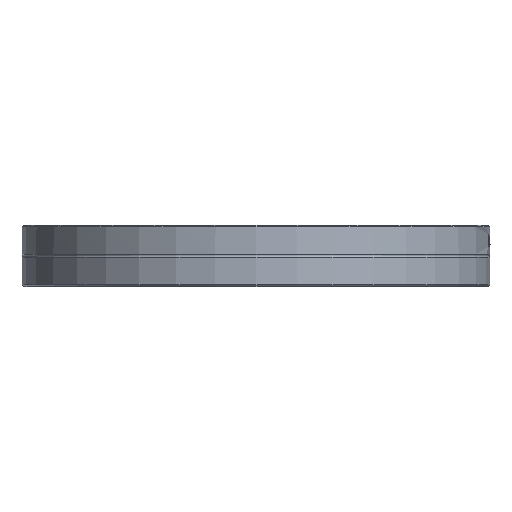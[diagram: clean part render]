
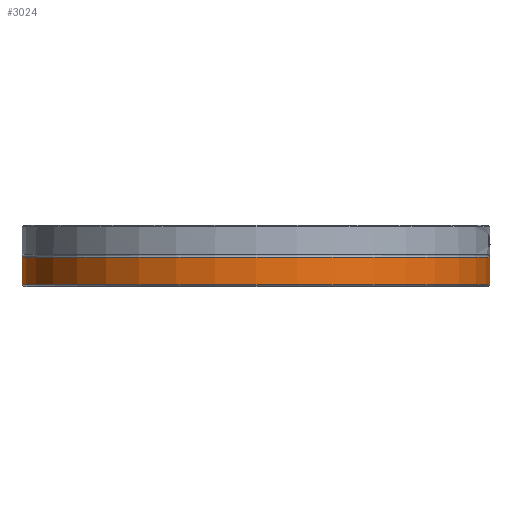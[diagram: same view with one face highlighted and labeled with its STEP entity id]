
A CAD part, top view. The second image highlights one B-rep face of the part: STEP entity #3024.
In plain terms, the highlighted cylindrical face has radius 75.8 mm (diameter 151.6 mm), a full revolution.
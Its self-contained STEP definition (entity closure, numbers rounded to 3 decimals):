
#304=CYLINDRICAL_SURFACE('',#3260,75.8);
#349=FACE_OUTER_BOUND('',#543,.T.);
#543=EDGE_LOOP('',(#2113,#2114,#2115,#2116,#2117,#2118,#2119));
#738=LINE('',#4330,#909);
#909=VECTOR('',#3617,75.8);
#1091=CIRCLE('',#3238,75.8);
#1092=CIRCLE('',#3239,75.8);
#1112=CIRCLE('',#3261,75.8);
#1113=CIRCLE('',#3262,75.8);
#1114=CIRCLE('',#3263,75.8);
#1254=VERTEX_POINT('',#4279);
#1255=VERTEX_POINT('',#4280);
#1275=VERTEX_POINT('',#4324);
#1276=VERTEX_POINT('',#4325);
#1277=VERTEX_POINT('',#4327);
#1579=EDGE_CURVE('',#1254,#1255,#1091,.T.);
#1580=EDGE_CURVE('',#1255,#1254,#1092,.T.);
#1601=EDGE_CURVE('',#1275,#1276,#1112,.T.);
#1602=EDGE_CURVE('',#1277,#1275,#1113,.T.);
#1603=EDGE_CURVE('',#1276,#1277,#1114,.T.);
#1604=EDGE_CURVE('',#1276,#1255,#738,.T.);
#2113=ORIENTED_EDGE('',*,*,#1601,.F.);
#2114=ORIENTED_EDGE('',*,*,#1602,.F.);
#2115=ORIENTED_EDGE('',*,*,#1603,.F.);
#2116=ORIENTED_EDGE('',*,*,#1604,.T.);
#2117=ORIENTED_EDGE('',*,*,#1579,.F.);
#2118=ORIENTED_EDGE('',*,*,#1580,.F.);
#2119=ORIENTED_EDGE('',*,*,#1604,.F.);
#3024=ADVANCED_FACE('',(#349),#304,.T.);
#3238=AXIS2_PLACEMENT_3D('',#4281,#3564,#3565);
#3239=AXIS2_PLACEMENT_3D('',#4282,#3566,#3567);
#3260=AXIS2_PLACEMENT_3D('',#4323,#3609,#3610);
#3261=AXIS2_PLACEMENT_3D('',#4326,#3611,#3612);
#3262=AXIS2_PLACEMENT_3D('',#4328,#3613,#3614);
#3263=AXIS2_PLACEMENT_3D('',#4329,#3615,#3616);
#3564=DIRECTION('center_axis',(0.,-1.,0.));
#3565=DIRECTION('ref_axis',(1.,0.,0.));
#3566=DIRECTION('center_axis',(0.,-1.,0.));
#3567=DIRECTION('ref_axis',(1.,0.,0.));
#3609=DIRECTION('center_axis',(0.,1.,0.));
#3610=DIRECTION('ref_axis',(-1.,0.,0.));
#3611=DIRECTION('center_axis',(0.,1.,0.));
#3612=DIRECTION('ref_axis',(1.,0.,0.));
#3613=DIRECTION('center_axis',(0.,1.,0.));
#3614=DIRECTION('ref_axis',(1.,0.,0.));
#3615=DIRECTION('center_axis',(0.,1.,0.));
#3616=DIRECTION('ref_axis',(1.,0.,0.));
#3617=DIRECTION('',(0.,-1.,0.));
#4279=CARTESIAN_POINT('',(-75.8,0.5,0.));
#4280=CARTESIAN_POINT('',(75.8,0.5,0.));
#4281=CARTESIAN_POINT('Origin',(0.,0.5,0.));
#4282=CARTESIAN_POINT('Origin',(0.,0.5,0.));
#4323=CARTESIAN_POINT('Origin',(0.,4.706,0.));
#4324=CARTESIAN_POINT('',(-75.8,9.413,0.));
#4325=CARTESIAN_POINT('',(75.8,9.413,0.));
#4326=CARTESIAN_POINT('Origin',(0.,9.413,0.));
#4327=CARTESIAN_POINT('',(0.,9.413,-75.8));
#4328=CARTESIAN_POINT('Origin',(0.,9.413,0.));
#4329=CARTESIAN_POINT('Origin',(0.,9.413,0.));
#4330=CARTESIAN_POINT('',(75.8,4.706,0.));
